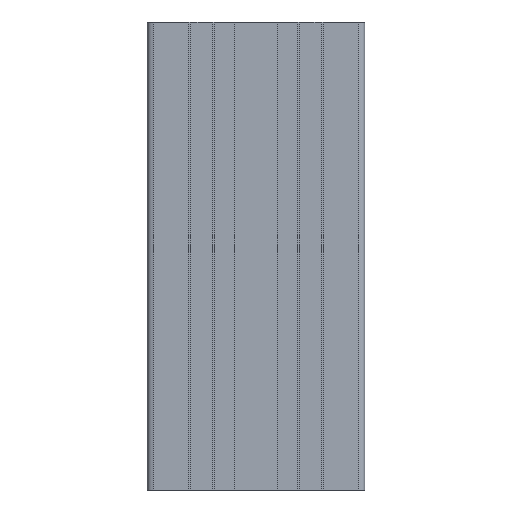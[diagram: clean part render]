
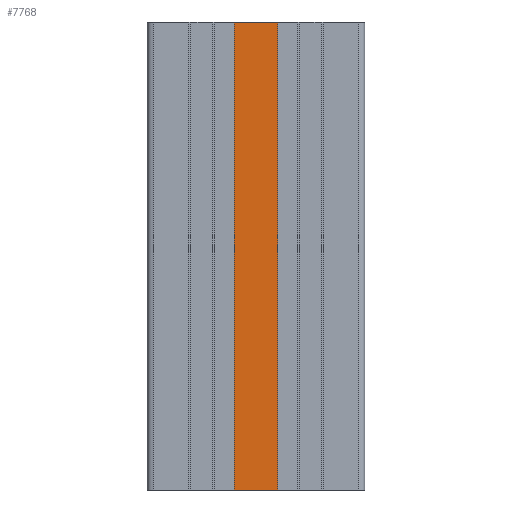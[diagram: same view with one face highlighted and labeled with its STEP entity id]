
A CAD part, left-side view. The second image highlights one B-rep face of the part: STEP entity #7768.
In plain terms, the highlighted planar face has unit normal (-1, 0, 0).
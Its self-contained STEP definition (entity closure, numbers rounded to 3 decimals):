
#312 = ORIENTED_EDGE ( 'NONE', *, *, #982, .F. ) ;
#376 = CARTESIAN_POINT ( 'NONE',  ( -49., -10., -215. ) ) ;
#645 = VECTOR ( 'NONE', #9815, 1000. ) ;
#750 = DIRECTION ( 'NONE',  ( 0., 0., 1. ) ) ;
#982 = EDGE_CURVE ( 'NONE', #3885, #10421, #14680, .T. ) ;
#1150 = EDGE_CURVE ( 'NONE', #8894, #3885, #4175, .T. ) ;
#1222 = DIRECTION ( 'NONE',  ( 0., -1., 0. ) ) ;
#1829 = VERTEX_POINT ( 'NONE', #376 ) ;
#2631 = CARTESIAN_POINT ( 'NONE',  ( -49., 10., -215. ) ) ;
#2710 = CARTESIAN_POINT ( 'NONE',  ( -49., 10., -215. ) ) ;
#3044 = EDGE_LOOP ( 'NONE', ( #312, #13656, #3373, #6886 ) ) ;
#3373 = ORIENTED_EDGE ( 'NONE', *, *, #12507, .T. ) ;
#3885 = VERTEX_POINT ( 'NONE', #12449 ) ;
#3948 = CARTESIAN_POINT ( 'NONE',  ( -49., 10., 0. ) ) ;
#4175 = LINE ( 'NONE', #11443, #4528 ) ;
#4528 = VECTOR ( 'NONE', #10043, 1000. ) ;
#4746 = LINE ( 'NONE', #9512, #10956 ) ;
#4772 = EDGE_CURVE ( 'NONE', #1829, #10421, #12877, .T. ) ;
#5203 = FACE_OUTER_BOUND ( 'NONE', #3044, .T. ) ;
#6020 = VECTOR ( 'NONE', #750, 1000. ) ;
#6454 = DIRECTION ( 'NONE',  ( 0., 0., 1. ) ) ;
#6886 = ORIENTED_EDGE ( 'NONE', *, *, #4772, .T. ) ;
#7329 = PLANE ( 'NONE',  #7332 ) ;
#7332 = AXIS2_PLACEMENT_3D ( 'NONE', #2631, #12398, #6454 ) ;
#7768 = ADVANCED_FACE ( 'NONE', ( #5203 ), #7329, .T. ) ;
#8894 = VERTEX_POINT ( 'NONE', #2710 ) ;
#9512 = CARTESIAN_POINT ( 'NONE',  ( -49., 10., -215. ) ) ;
#9815 = DIRECTION ( 'NONE',  ( 0., -1., 0. ) ) ;
#10043 = DIRECTION ( 'NONE',  ( 0., 0., 1. ) ) ;
#10421 = VERTEX_POINT ( 'NONE', #10834 ) ;
#10447 = CARTESIAN_POINT ( 'NONE',  ( -49., -10., -215. ) ) ;
#10834 = CARTESIAN_POINT ( 'NONE',  ( -49., -10., 0. ) ) ;
#10956 = VECTOR ( 'NONE', #1222, 1000. ) ;
#11443 = CARTESIAN_POINT ( 'NONE',  ( -49., 10., -215. ) ) ;
#12398 = DIRECTION ( 'NONE',  ( -1., 0., 0. ) ) ;
#12449 = CARTESIAN_POINT ( 'NONE',  ( -49., 10., 0. ) ) ;
#12507 = EDGE_CURVE ( 'NONE', #8894, #1829, #4746, .T. ) ;
#12877 = LINE ( 'NONE', #10447, #6020 ) ;
#13656 = ORIENTED_EDGE ( 'NONE', *, *, #1150, .F. ) ;
#14680 = LINE ( 'NONE', #3948, #645 ) ;
